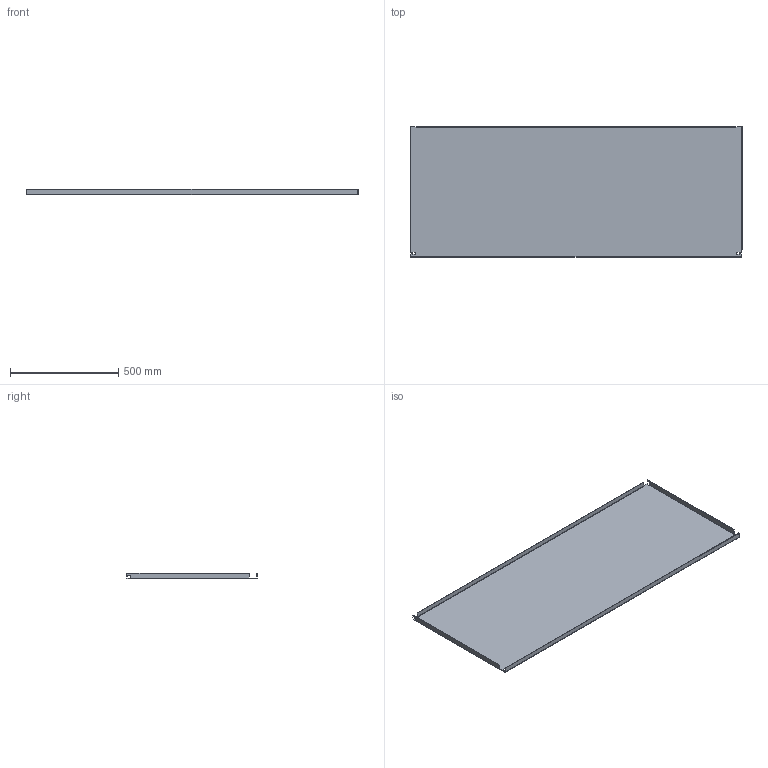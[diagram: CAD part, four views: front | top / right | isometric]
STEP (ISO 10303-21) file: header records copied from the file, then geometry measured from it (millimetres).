
FILE_DESCRIPTION (( 'STEP AP203' ), '1' );
FILE_NAME ('LC07C005 (R5PC1600) 1600.step', '2013-04-29T11:48:42', ( 'User' ), ( 'DKC' ), 'SwSTEP 2.0', 'SolidWorks 2012', '' );
FILE_SCHEMA (( 'CONFIG_CONTROL_DESIGN' ));
Length unit declared in the file: millimetre
Products named in the file (1): LC07C005 (R5PC1600) 1600
Bounding box: 1531 x 600 x 25 mm (x, y, z)
Volume: 2018135 mm3; surface area: 2027334.7 mm2
Topology: 1 solids, 1 shells, 62 faces, 150 edges, 90 vertices
Faces by surface type: plane 44, cylinder 16, bspline 2
Entity records: 1953 total; most frequent: CARTESIAN_POINT 421, ORIENTED_EDGE 300, DIRECTION 298, EDGE_CURVE 150, VECTOR 116, LINE 116, AXIS2_PLACEMENT_3D 91, VERTEX_POINT 90
